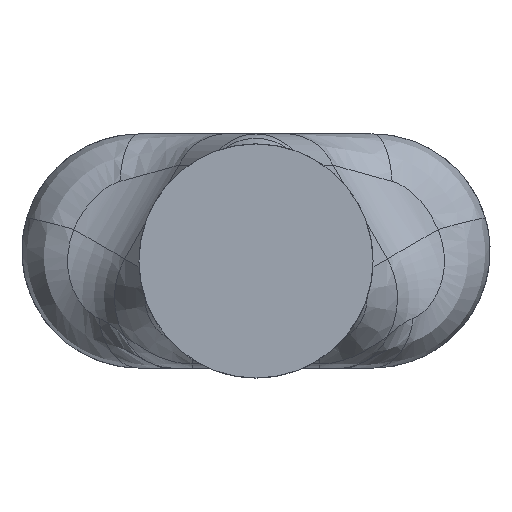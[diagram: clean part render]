
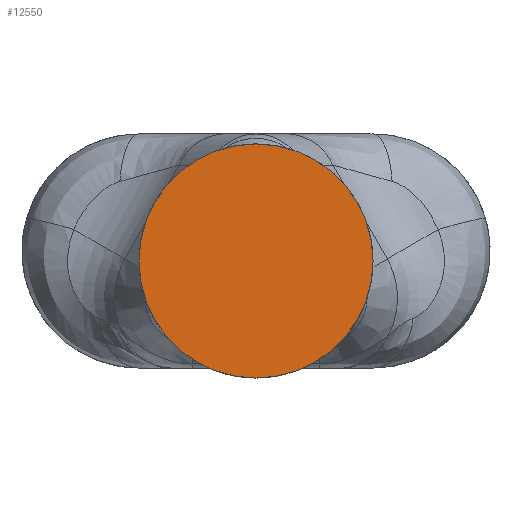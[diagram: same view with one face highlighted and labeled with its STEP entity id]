
A CAD part, front view. The second image highlights one B-rep face of the part: STEP entity #12550.
In plain terms, the highlighted planar face has unit normal (0, -1, 0).
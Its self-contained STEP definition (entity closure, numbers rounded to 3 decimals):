
#4109=CARTESIAN_POINT('',(0.,-15.,14.434));
#4110=DIRECTION('',(0.,-1.,0.));
#4111=DIRECTION('',(0.,0.,1.));
#4112=AXIS2_PLACEMENT_3D('',#4109,#4110,#4111);
#4114=CARTESIAN_POINT('',(0.,-15.,14.434));
#4115=DIRECTION('',(0.,-1.,0.));
#4116=DIRECTION('',(0.,0.,-1.));
#4117=AXIS2_PLACEMENT_3D('',#4114,#4115,#4116);
#4189=CARTESIAN_POINT('',(0.,-15.,44.434));
#4190=CARTESIAN_POINT('',(0.,-15.,-15.566));
#4191=VERTEX_POINT('',#4189);
#4192=VERTEX_POINT('',#4190);
#12541=CARTESIAN_POINT('',(0.,-15.,0.));
#12542=DIRECTION('',(0.,-1.,0.));
#12543=DIRECTION('',(0.,0.,1.));
#12544=AXIS2_PLACEMENT_3D('',#12541,#12542,#12543);
#12545=PLANE('',#12544);
#12546=ORIENTED_EDGE('',*,*,#12518,.F.);
#12547=ORIENTED_EDGE('',*,*,#12533,.F.);
#12548=EDGE_LOOP('',(#12546,#12547));
#12549=FACE_OUTER_BOUND('',#12548,.F.);
#4113=CIRCLE('',#4112,30.);
#4118=CIRCLE('',#4117,30.);
#12518=EDGE_CURVE('',#4191,#4192,#4113,.T.);
#12533=EDGE_CURVE('',#4192,#4191,#4118,.T.);
#12550=ADVANCED_FACE('',(#12549),#12545,.T.);
